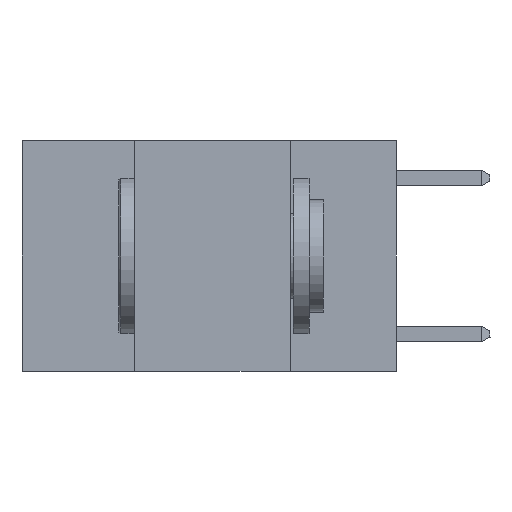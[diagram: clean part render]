
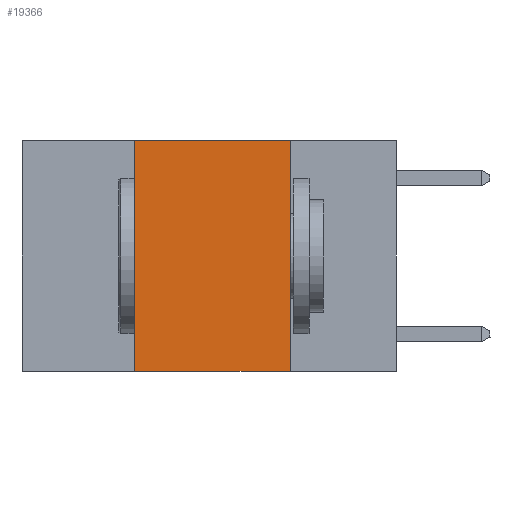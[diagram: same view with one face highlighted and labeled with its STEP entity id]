
A CAD part, left-side view. The second image highlights one B-rep face of the part: STEP entity #19366.
In plain terms, the highlighted planar face has unit normal (-1, 0, 0).
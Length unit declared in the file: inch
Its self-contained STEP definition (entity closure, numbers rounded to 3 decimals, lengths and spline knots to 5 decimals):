
#1215 = LINE ( 'NONE', #6811, #5168 ) ;
#1632 = ORIENTED_EDGE ( 'NONE', *, *, #6133, .F. ) ;
#2455 = VECTOR ( 'NONE', #17924, 39.37008 ) ;
#3541 = DIRECTION ( 'NONE',  ( 0., -1., 0. ) ) ;
#4414 = ORIENTED_EDGE ( 'NONE', *, *, #4436, .T. ) ;
#4436 = EDGE_CURVE ( 'NONE', #9245, #7009, #14586, .T. ) ;
#4956 = DIRECTION ( 'NONE',  ( 0., 0., 1. ) ) ;
#5168 = VECTOR ( 'NONE', #14439, 39.37008 ) ;
#6080 = CARTESIAN_POINT ( 'NONE',  ( 0., 0.6, 0. ) ) ;
#6133 = EDGE_CURVE ( 'NONE', #12560, #11721, #14043, .T. ) ;
#6185 = CARTESIAN_POINT ( 'NONE',  ( 0., 0.17, -0.37 ) ) ;
#6458 = VECTOR ( 'NONE', #3541, 39.37008 ) ;
#6674 = AXIS2_PLACEMENT_3D ( 'NONE', #6080, #16699, #7592 ) ;
#6811 = CARTESIAN_POINT ( 'NONE',  ( 0., 0.17, 0. ) ) ;
#7009 = VERTEX_POINT ( 'NONE', #6185 ) ;
#7318 = CARTESIAN_POINT ( 'NONE',  ( 0., 0.6, 0. ) ) ;
#7411 = VECTOR ( 'NONE', #4956, 39.37008 ) ;
#7592 = DIRECTION ( 'NONE',  ( 0., 0., -1. ) ) ;
#7854 = EDGE_CURVE ( 'NONE', #11721, #7009, #1215, .T. ) ;
#8020 = CARTESIAN_POINT ( 'NONE',  ( 0., 0.6, -0.37 ) ) ;
#9245 = VERTEX_POINT ( 'NONE', #16361 ) ;
#11475 = LINE ( 'NONE', #15568, #7411 ) ;
#11721 = VERTEX_POINT ( 'NONE', #14192 ) ;
#12089 = ORIENTED_EDGE ( 'NONE', *, *, #17175, .F. ) ;
#12261 = ORIENTED_EDGE ( 'NONE', *, *, #7854, .F. ) ;
#12560 = VERTEX_POINT ( 'NONE', #16530 ) ;
#13705 = PLANE ( 'NONE',  #6674 ) ;
#14043 = LINE ( 'NONE', #7318, #2455 ) ;
#14192 = CARTESIAN_POINT ( 'NONE',  ( 0., 0.17, 0. ) ) ;
#14439 = DIRECTION ( 'NONE',  ( 0., 0., -1. ) ) ;
#14586 = LINE ( 'NONE', #8020, #6458 ) ;
#15568 = CARTESIAN_POINT ( 'NONE',  ( 0., 0.42, 0. ) ) ;
#15942 = FACE_OUTER_BOUND ( 'NONE', #18476, .T. ) ;
#16361 = CARTESIAN_POINT ( 'NONE',  ( 0., 0.42, -0.37 ) ) ;
#16530 = CARTESIAN_POINT ( 'NONE',  ( 0., 0.42, 0. ) ) ;
#16699 = DIRECTION ( 'NONE',  ( 1., 0., 0. ) ) ;
#17175 = EDGE_CURVE ( 'NONE', #9245, #12560, #11475, .T. ) ;
#17924 = DIRECTION ( 'NONE',  ( 0., -1., 0. ) ) ;
#18476 = EDGE_LOOP ( 'NONE', ( #12261, #1632, #12089, #4414 ) ) ;
#19366 = ADVANCED_FACE ( 'NONE', ( #15942 ), #13705, .F. ) ;
